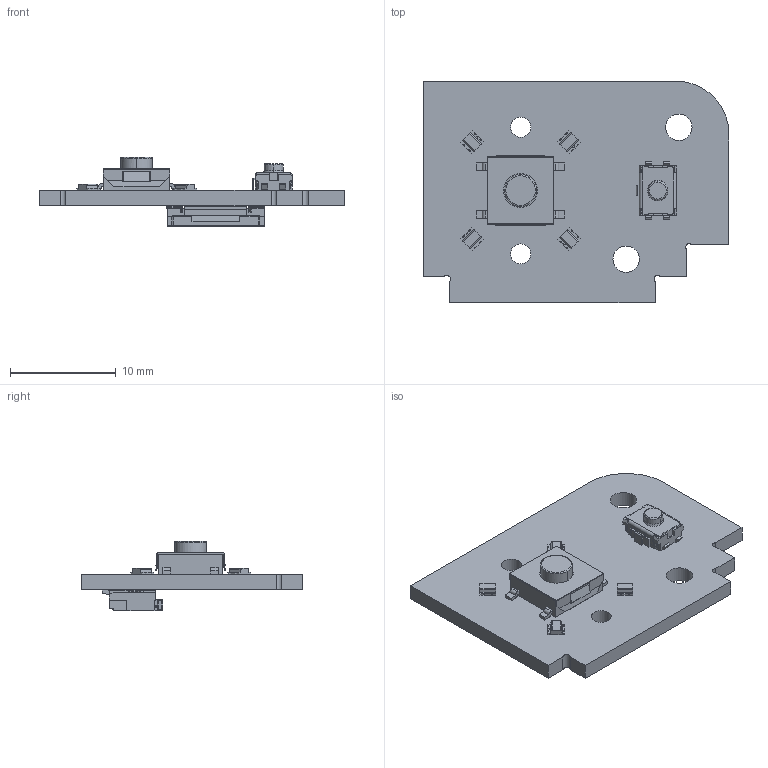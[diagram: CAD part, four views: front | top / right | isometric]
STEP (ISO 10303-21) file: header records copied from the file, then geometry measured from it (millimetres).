
FILE_DESCRIPTION(('STEP AP214'),'1');
FILE_NAME('PCB-SB0101-BUTTON Rev_BoardAndModels.step','2025-06-10T13:58:58',(' '),(' '),'Spatial InterOp 3D','XD3DPlugin XRACreate',' ');
FILE_SCHEMA(('automotive_design'));
Length unit declared in the file: millimetre
Products named in the file (15): DesignRootModel; uid__9223372036924878105; Submodel-CF3110xD0x0-05-NH.STEP; CF3110xD0x0-05-NH.STEP; Submodel-CF31101D0R0-05-NH_part_CF31101D0R0-05-NH; Submodel-LTST-C195TBJRKT.STEP; LTST-C195TBJRKT.STEP; Submodel-QBLP600-RGB-2897_part_QBLP600-RGB-2897; Submodel-BUT-000002 Rev 01 _lpar_Stop Button Switch_rpar_.STEP; BUT-000002 Rev 01 (Stop Button Switch).STEP; Submodel-PTS641SP25SMTR2LFS_part_PTS641SP25SMTR2LFS; Submodel-BUT-000001 Rev 01 _lpar_Reset Button Switch_rpar_.STEP; BUT-000001 Rev 01 (Reset Button Switch).STEP; Submodel-EVQ-P2D02Q_part_EVQ-P2D02Q; PCB-SB0101-BUTTON Rev_BoardAndModels
Assembly tree (17 placements, depth 5):
  PCB-SB0101-BUTTON Rev_BoardAndModels
    DesignRootModel
      uid__9223372036924878105
      Submodel-CF31101D0R0-05-NH_part_CF31101D0R0-05-NH
        Submodel-CF3110xD0x0-05-NH.STEP
          CF3110xD0x0-05-NH.STEP
      Submodel-QBLP600-RGB-2897_part_QBLP600-RGB-2897  x4
        Submodel-LTST-C195TBJRKT.STEP
          LTST-C195TBJRKT.STEP
      Submodel-PTS641SP25SMTR2LFS_part_PTS641SP25SMTR2LFS
        Submodel-BUT-000002 Rev 01 _lpar_Stop Button Switch_rpar_.STEP
          BUT-000002 Rev 01 (Stop Button Switch).STEP
      Submodel-EVQ-P2D02Q_part_EVQ-P2D02Q
        Submodel-BUT-000001 Rev 01 _lpar_Reset Button Switch_rpar_.STEP
          BUT-000001 Rev 01 (Reset Button Switch).STEP
Bounding box: 29 x 21 x 6.56 mm (x, y, z)
Volume: 1018.5 mm3; surface area: 2024.3 mm2
Topology: 22 solids, 22 shells, 1791 faces, 5174 edges, 3386 vertices
Faces by surface type: plane 1176, cylinder 577, torus 22, sphere 8, cone 4, bspline 4
Full cylindrical faces by diameter (mm): 1.9 x2, 2.5 x2
Entity records: 70538 total; most frequent: CARTESIAN_POINT 10415, ORIENTED_EDGE 9878, DIRECTION 9519, EDGE_CURVE 4939, LINE 3755, VECTOR 3755, VERTEX_POINT 3236, AXIS2_PLACEMENT_3D 2882
